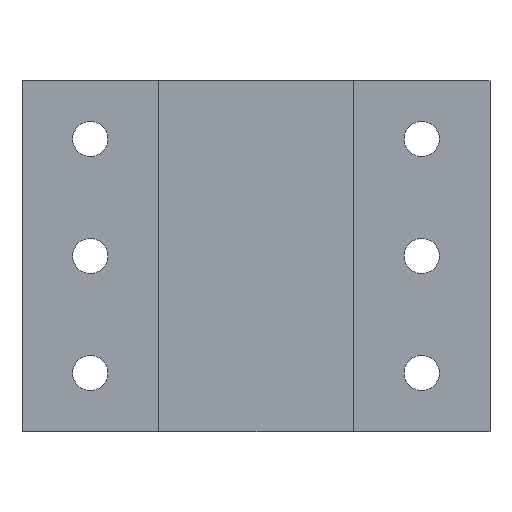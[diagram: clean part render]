
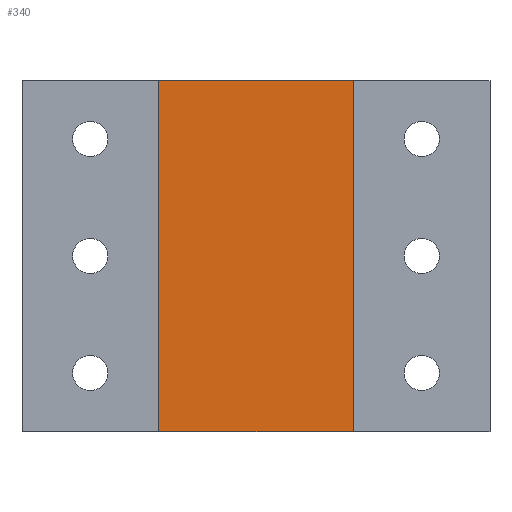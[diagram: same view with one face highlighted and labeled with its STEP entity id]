
A CAD part, front view. The second image highlights one B-rep face of the part: STEP entity #340.
In plain terms, the highlighted planar face has unit normal (0, -1, 0).
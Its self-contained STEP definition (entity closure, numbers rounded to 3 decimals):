
#50 = DIRECTION ( 'NONE',  ( 0., 1., 0. ) ) ;
#53 = DIRECTION ( 'NONE',  ( 0., 0., -1. ) ) ;
#57 = EDGE_LOOP ( 'NONE', ( #267, #500, #731, #74 ) ) ;
#67 = DIRECTION ( 'NONE',  ( 1., 0., 0. ) ) ;
#74 = ORIENTED_EDGE ( 'NONE', *, *, #755, .T. ) ;
#107 = DIRECTION ( 'NONE',  ( 0., 0., -1. ) ) ;
#112 = CARTESIAN_POINT ( 'NONE',  ( -12.5, -4., 45. ) ) ;
#115 = CARTESIAN_POINT ( 'NONE',  ( -12.5, -4., 0. ) ) ;
#122 = FACE_OUTER_BOUND ( 'NONE', #57, .T. ) ;
#128 = VERTEX_POINT ( 'NONE', #723 ) ;
#155 = CARTESIAN_POINT ( 'NONE',  ( -12.5, -4., 45. ) ) ;
#165 = LINE ( 'NONE', #410, #332 ) ;
#233 = CARTESIAN_POINT ( 'NONE',  ( 12.5, -4., 0. ) ) ;
#256 = VERTEX_POINT ( 'NONE', #155 ) ;
#267 = ORIENTED_EDGE ( 'NONE', *, *, #581, .T. ) ;
#332 = VECTOR ( 'NONE', #107, 1000. ) ;
#340 = ADVANCED_FACE ( 'NONE', ( #122 ), #647, .F. ) ;
#347 = EDGE_CURVE ( 'NONE', #128, #773, #427, .T. ) ;
#348 = VERTEX_POINT ( 'NONE', #115 ) ;
#354 = VECTOR ( 'NONE', #67, 1000. ) ;
#356 = DIRECTION ( 'NONE',  ( 0., 0., 1. ) ) ;
#410 = CARTESIAN_POINT ( 'NONE',  ( -12.5, -4., 45. ) ) ;
#415 = EDGE_CURVE ( 'NONE', #256, #128, #477, .T. ) ;
#420 = CARTESIAN_POINT ( 'NONE',  ( 12.5, -4., 45. ) ) ;
#423 = CARTESIAN_POINT ( 'NONE',  ( -12.5, -4., 45. ) ) ;
#424 = VECTOR ( 'NONE', #53, 1000. ) ;
#427 = LINE ( 'NONE', #420, #424 ) ;
#477 = LINE ( 'NONE', #112, #641 ) ;
#500 = ORIENTED_EDGE ( 'NONE', *, *, #347, .F. ) ;
#559 = CARTESIAN_POINT ( 'NONE',  ( -12.5, -4., 0. ) ) ;
#581 = EDGE_CURVE ( 'NONE', #348, #773, #612, .T. ) ;
#587 = DIRECTION ( 'NONE',  ( 1., 0., 0. ) ) ;
#612 = LINE ( 'NONE', #559, #354 ) ;
#641 = VECTOR ( 'NONE', #587, 1000. ) ;
#647 = PLANE ( 'NONE',  #778 ) ;
#723 = CARTESIAN_POINT ( 'NONE',  ( 12.5, -4., 45. ) ) ;
#731 = ORIENTED_EDGE ( 'NONE', *, *, #415, .F. ) ;
#755 = EDGE_CURVE ( 'NONE', #256, #348, #165, .T. ) ;
#773 = VERTEX_POINT ( 'NONE', #233 ) ;
#778 = AXIS2_PLACEMENT_3D ( 'NONE', #423, #50, #356 ) ;
